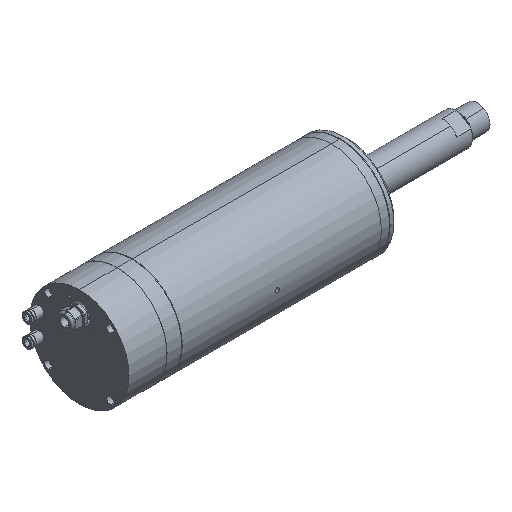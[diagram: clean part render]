
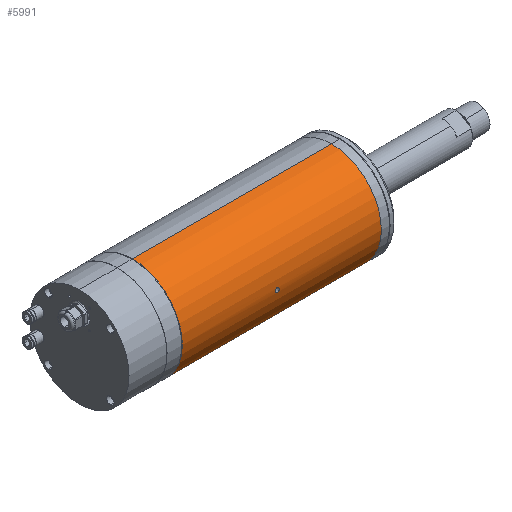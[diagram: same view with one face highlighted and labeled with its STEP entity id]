
A CAD part, isometric view. The second image highlights one B-rep face of the part: STEP entity #5991.
In plain terms, the highlighted cylindrical face has radius 50 mm (diameter 100 mm), a partial arc.
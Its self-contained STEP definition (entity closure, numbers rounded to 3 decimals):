
#25 = CARTESIAN_POINT ( 'NONE',  ( -102.665, -49.989, 1.057 ) ) ;
#44 = CARTESIAN_POINT ( 'NONE',  ( -102.678, -49.989, -1.053 ) ) ;
#85 = AXIS2_PLACEMENT_3D ( 'NONE', #845, #2150, #866 ) ;
#92 = CARTESIAN_POINT ( 'NONE',  ( -106.388, -49.992, 0.93 ) ) ;
#120 = CIRCLE ( 'NONE', #85, 50. ) ;
#146 = B_SPLINE_CURVE_WITH_KNOTS ( 'NONE', 3,
 ( #4672, #4059, #2298, #1202, #1098, #5896, #4140, #3558, #5286, #5267, #25, #5872, #2372, #7094, #1745, #5848, #3585, #6451, #44, #5795, #1688, #6992, #2939, #7037, #6472, #4642, #6393, #3539, #3489, #549 ),
 .UNSPECIFIED., .F., .F.,
 ( 4, 2, 2, 2, 2, 2, 2, 2, 2, 2, 2, 2, 2, 2, 4 ),
 ( 0., 0., 0.001, 0.001, 0.002, 0.002, 0.003, 0.004, 0.004, 0.005, 0.005, 0.005, 0.006, 0.006, 0.007 ),
 .UNSPECIFIED. ) ;
#210 = EDGE_CURVE ( 'NONE', #3843, #663, #146, .T. ) ;
#227 = CARTESIAN_POINT ( 'NONE',  ( -104.777, -49.956, 2.1 ) ) ;
#296 = VECTOR ( 'NONE', #4678, 1000. ) ;
#392 = LINE ( 'NONE', #2894, #296 ) ;
#549 = CARTESIAN_POINT ( 'NONE',  ( -104.5, -49.956, -2.1 ) ) ;
#583 = ORIENTED_EDGE ( 'NONE', *, *, #2545, .T. ) ;
#658 = CARTESIAN_POINT ( 'NONE',  ( -106.587, -49.999, 0.274 ) ) ;
#663 = VERTEX_POINT ( 'NONE', #5787 ) ;
#682 = CARTESIAN_POINT ( 'NONE',  ( -106.171, -49.984, 1.279 ) ) ;
#760 = VERTEX_POINT ( 'NONE', #4155 ) ;
#845 = CARTESIAN_POINT ( 'NONE',  ( -199.7, 0., 0. ) ) ;
#866 = DIRECTION ( 'NONE',  ( 0., 0., -1. ) ) ;
#1097 = CYLINDRICAL_SURFACE ( 'NONE', #4295, 50. ) ;
#1098 = CARTESIAN_POINT ( 'NONE',  ( -103.823, -49.96, 1.993 ) ) ;
#1202 = CARTESIAN_POINT ( 'NONE',  ( -103.956, -49.959, 2.033 ) ) ;
#1215 = CARTESIAN_POINT ( 'NONE',  ( 0., 0., 0. ) ) ;
#1227 = CARTESIAN_POINT ( 'NONE',  ( -106.169, -49.984, -1.281 ) ) ;
#1253 = CARTESIAN_POINT ( 'NONE',  ( -106.586, -49.999, -0.277 ) ) ;
#1278 = DIRECTION ( 'NONE',  ( 1., 0., 0. ) ) ;
#1283 = CARTESIAN_POINT ( 'NONE',  ( -105.889, -49.975, 1.581 ) ) ;
#1500 = EDGE_CURVE ( 'NONE', #3505, #2631, #120, .T. ) ;
#1688 = CARTESIAN_POINT ( 'NONE',  ( -102.917, -49.981, -1.387 ) ) ;
#1745 = CARTESIAN_POINT ( 'NONE',  ( -102.414, -49.999, -0.275 ) ) ;
#1846 = CARTESIAN_POINT ( 'NONE',  ( -106.493, -49.996, 0.675 ) ) ;
#1873 = CARTESIAN_POINT ( 'NONE',  ( -106.323, -49.989, 1.051 ) ) ;
#1901 = CARTESIAN_POINT ( 'NONE',  ( -105.556, -49.966, -1.836 ) ) ;
#1912 = CARTESIAN_POINT ( 'NONE',  ( 71.014, 0., 50. ) ) ;
#1932 = CARTESIAN_POINT ( 'NONE',  ( -104.5, -49.956, -2.1 ) ) ;
#2055 = CARTESIAN_POINT ( 'NONE',  ( -104.5, -49.956, 2.1 ) ) ;
#2150 = DIRECTION ( 'NONE',  ( 1., 0., 0. ) ) ;
#2298 = CARTESIAN_POINT ( 'NONE',  ( -104.225, -49.956, 2.086 ) ) ;
#2372 = CARTESIAN_POINT ( 'NONE',  ( -102.4, -50., 0.275 ) ) ;
#2387 = DIRECTION ( 'NONE',  ( 0., 0., -1. ) ) ;
#2419 = CARTESIAN_POINT ( 'NONE',  ( -106.387, -49.991, -0.932 ) ) ;
#2472 = CARTESIAN_POINT ( 'NONE',  ( -105.554, -49.967, 1.821 ) ) ;
#2495 = CARTESIAN_POINT ( 'NONE',  ( -104.773, -49.956, -2.087 ) ) ;
#2517 = CARTESIAN_POINT ( 'NONE',  ( -105.044, -49.959, -2.033 ) ) ;
#2545 = EDGE_CURVE ( 'NONE', #2631, #5325, #392, .T. ) ;
#2627 = CARTESIAN_POINT ( 'NONE',  ( -105.053, -49.958, 2.044 ) ) ;
#2631 = VERTEX_POINT ( 'NONE', #2918 ) ;
#2653 = EDGE_CURVE ( 'NONE', #3505, #760, #5340, .T. ) ;
#2867 = FACE_OUTER_BOUND ( 'NONE', #6935, .T. ) ;
#2894 = CARTESIAN_POINT ( 'NONE',  ( 71.014, 0., -50. ) ) ;
#2918 = CARTESIAN_POINT ( 'NONE',  ( -199.7, 0., -50. ) ) ;
#2939 = CARTESIAN_POINT ( 'NONE',  ( -103.219, -49.972, -1.67 ) ) ;
#2969 = AXIS2_PLACEMENT_3D ( 'NONE', #1215, #3570, #2387 ) ;
#3008 = CARTESIAN_POINT ( 'NONE',  ( -106.492, -49.996, -0.679 ) ) ;
#3064 = CARTESIAN_POINT ( 'NONE',  ( -105.432, -49.964, 1.887 ) ) ;
#3123 = B_SPLINE_CURVE_WITH_KNOTS ( 'NONE', 3,
 ( #1932, #4812, #2495, #2517, #6568, #1901, #3584, #4166, #1227, #3627, #2419, #3008, #7118, #1253, #4194, #3608, #658, #5357, #1846, #92, #1873, #682, #4784, #1283, #5383, #2472, #3064, #2627, #227, #2055 ),
 .UNSPECIFIED., .F., .F.,
 ( 4, 2, 2, 2, 2, 2, 2, 2, 2, 2, 2, 2, 2, 2, 4 ),
 ( 0.007, 0.007, 0.007, 0.008, 0.009, 0.009, 0.009, 0.01, 0.01, 0.011, 0.011, 0.011, 0.012, 0.012, 0.013 ),
 .UNSPECIFIED. ) ;
#3127 = EDGE_CURVE ( 'NONE', #663, #3843, #3123, .T. ) ;
#3283 = CARTESIAN_POINT ( 'NONE',  ( -104.5, -49.956, 2.1 ) ) ;
#3489 = CARTESIAN_POINT ( 'NONE',  ( -104.363, -49.956, -2.1 ) ) ;
#3505 = VERTEX_POINT ( 'NONE', #3573 ) ;
#3539 = CARTESIAN_POINT ( 'NONE',  ( -104.224, -49.956, -2.086 ) ) ;
#3558 = CARTESIAN_POINT ( 'NONE',  ( -103.22, -49.972, 1.67 ) ) ;
#3570 = DIRECTION ( 'NONE',  ( 1., 0., 0. ) ) ;
#3573 = CARTESIAN_POINT ( 'NONE',  ( -199.7, 0., 50. ) ) ;
#3584 = CARTESIAN_POINT ( 'NONE',  ( -105.79, -49.972, -1.679 ) ) ;
#3585 = CARTESIAN_POINT ( 'NONE',  ( -102.507, -49.996, -0.676 ) ) ;
#3608 = CARTESIAN_POINT ( 'NONE',  ( -106.6, -50., 0.137 ) ) ;
#3627 = CARTESIAN_POINT ( 'NONE',  ( -106.322, -49.989, -1.053 ) ) ;
#3843 = VERTEX_POINT ( 'NONE', #3283 ) ;
#3971 = ORIENTED_EDGE ( 'NONE', *, *, #6742, .F. ) ;
#4059 = CARTESIAN_POINT ( 'NONE',  ( -104.361, -49.956, 2.1 ) ) ;
#4140 = CARTESIAN_POINT ( 'NONE',  ( -103.448, -49.967, 1.823 ) ) ;
#4155 = CARTESIAN_POINT ( 'NONE',  ( 0., 0., 50. ) ) ;
#4166 = CARTESIAN_POINT ( 'NONE',  ( -106.081, -49.981, -1.389 ) ) ;
#4194 = CARTESIAN_POINT ( 'NONE',  ( -106.6, -50., -0.14 ) ) ;
#4267 = ORIENTED_EDGE ( 'NONE', *, *, #2653, .F. ) ;
#4295 = AXIS2_PLACEMENT_3D ( 'NONE', #5952, #1278, #7218 ) ;
#4642 = CARTESIAN_POINT ( 'NONE',  ( -103.824, -49.96, -1.993 ) ) ;
#4672 = CARTESIAN_POINT ( 'NONE',  ( -104.5, -49.956, 2.1 ) ) ;
#4678 = DIRECTION ( 'NONE',  ( 1., 0., 0. ) ) ;
#4784 = CARTESIAN_POINT ( 'NONE',  ( -106.083, -49.981, 1.387 ) ) ;
#4812 = CARTESIAN_POINT ( 'NONE',  ( -104.637, -49.956, -2.1 ) ) ;
#4839 = ORIENTED_EDGE ( 'NONE', *, *, #1500, .T. ) ;
#5267 = CARTESIAN_POINT ( 'NONE',  ( -102.821, -49.984, 1.291 ) ) ;
#5286 = CARTESIAN_POINT ( 'NONE',  ( -103.112, -49.975, 1.582 ) ) ;
#5325 = VERTEX_POINT ( 'NONE', #6288 ) ;
#5340 = LINE ( 'NONE', #1912, #5616 ) ;
#5357 = CARTESIAN_POINT ( 'NONE',  ( -106.533, -49.997, 0.542 ) ) ;
#5383 = CARTESIAN_POINT ( 'NONE',  ( -105.784, -49.972, 1.668 ) ) ;
#5616 = VECTOR ( 'NONE', #5900, 1000. ) ;
#5787 = CARTESIAN_POINT ( 'NONE',  ( -104.5, -49.956, -2.1 ) ) ;
#5795 = CARTESIAN_POINT ( 'NONE',  ( -102.83, -49.984, -1.28 ) ) ;
#5848 = CARTESIAN_POINT ( 'NONE',  ( -102.467, -49.997, -0.545 ) ) ;
#5872 = CARTESIAN_POINT ( 'NONE',  ( -102.455, -49.998, 0.551 ) ) ;
#5896 = CARTESIAN_POINT ( 'NONE',  ( -103.569, -49.964, 1.887 ) ) ;
#5900 = DIRECTION ( 'NONE',  ( 1., 0., 0. ) ) ;
#5935 = CIRCLE ( 'NONE', #2969, 50. ) ;
#5952 = CARTESIAN_POINT ( 'NONE',  ( 71.014, 0., 0. ) ) ;
#5991 = ADVANCED_FACE ( 'NONE', ( #2867, #6898 ), #1097, .T. ) ;
#6288 = CARTESIAN_POINT ( 'NONE',  ( 0., 0., -50. ) ) ;
#6314 = ORIENTED_EDGE ( 'NONE', *, *, #3127, .T. ) ;
#6393 = CARTESIAN_POINT ( 'NONE',  ( -103.955, -49.959, -2.033 ) ) ;
#6451 = CARTESIAN_POINT ( 'NONE',  ( -102.612, -49.992, -0.93 ) ) ;
#6472 = CARTESIAN_POINT ( 'NONE',  ( -103.569, -49.964, -1.887 ) ) ;
#6568 = CARTESIAN_POINT ( 'NONE',  ( -105.177, -49.96, -1.993 ) ) ;
#6742 = EDGE_CURVE ( 'NONE', #760, #5325, #5935, .T. ) ;
#6854 = EDGE_LOOP ( 'NONE', ( #6984, #6314 ) ) ;
#6898 = FACE_BOUND ( 'NONE', #6854, .T. ) ;
#6935 = EDGE_LOOP ( 'NONE', ( #4267, #4839, #583, #3971 ) ) ;
#6984 = ORIENTED_EDGE ( 'NONE', *, *, #210, .T. ) ;
#6992 = CARTESIAN_POINT ( 'NONE',  ( -103.113, -49.975, -1.583 ) ) ;
#7037 = CARTESIAN_POINT ( 'NONE',  ( -103.446, -49.967, -1.822 ) ) ;
#7094 = CARTESIAN_POINT ( 'NONE',  ( -102.4, -50., -0.136 ) ) ;
#7118 = CARTESIAN_POINT ( 'NONE',  ( -106.533, -49.997, -0.545 ) ) ;
#7218 = DIRECTION ( 'NONE',  ( 0., 0., -1. ) ) ;
